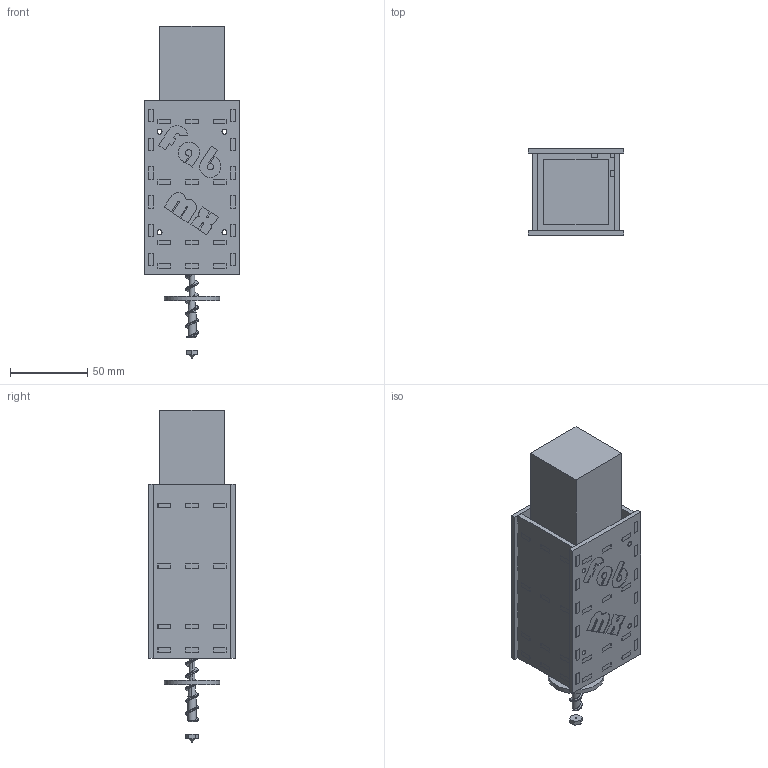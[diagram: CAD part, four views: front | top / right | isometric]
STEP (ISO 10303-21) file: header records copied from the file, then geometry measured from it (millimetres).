
FILE_DESCRIPTION(/* description */ (''),/* implementation_level */ '2;1');
FILE_NAME(/* name */ 'Pellet_Extruder_V1.3 v1.step',/* time_stamp */ '2020-05-03T16:25:26+02:00',/* author */ (''),/* organization */ (''),/* preprocessor_version */ 'ST-DEVELOPER v18',/* originating_system */ 'Autodesk Translation Framework v8.12.0.6',/* authorisation */ '');
FILE_SCHEMA (('AUTOMOTIVE_DESIGN { 1 0 10303 214 3 1 1 }'));
Length unit declared in the file: millimetre
Products named in the file (1): Pellet_Extruder_V1.3
Bounding box: 62 x 56.2 x 214.8 mm (x, y, z)
Volume: 250708.6 mm3; surface area: 103869.3 mm2
Topology: 14 solids, 14 shells, 832 faces, 2426 edges, 1633 vertices
Faces by surface type: plane 714, cylinder 71, bspline 42, cone 5
Full cylindrical faces by diameter (mm): 0.599 x1, 0.6 x1, 3 x8, 3.1 x16, 3.2 x8, 3.6 x4, 5.2 x2, 7.96 x9, 8.1 x1, 8.2 x1, 12.8 x1, 15.1 x1, 22 x1, 22.7 x1, 22.8 x1, 36 x2
Entity records: 30969 total; most frequent: CARTESIAN_POINT 8524, ORIENTED_EDGE 4852, DIRECTION 4049, EDGE_CURVE 2426, LINE 2135, VECTOR 2135, VERTEX_POINT 1633, EDGE_LOOP 1057
